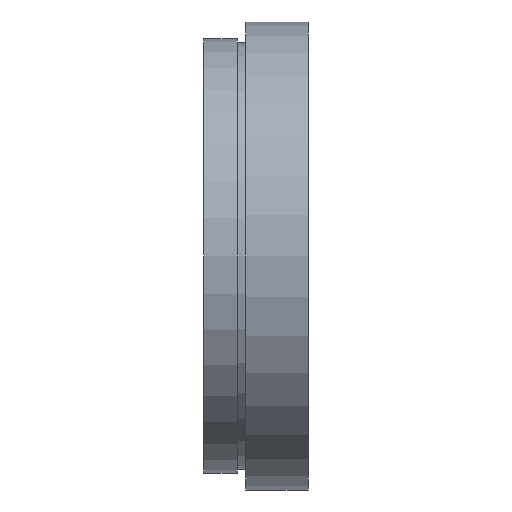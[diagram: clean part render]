
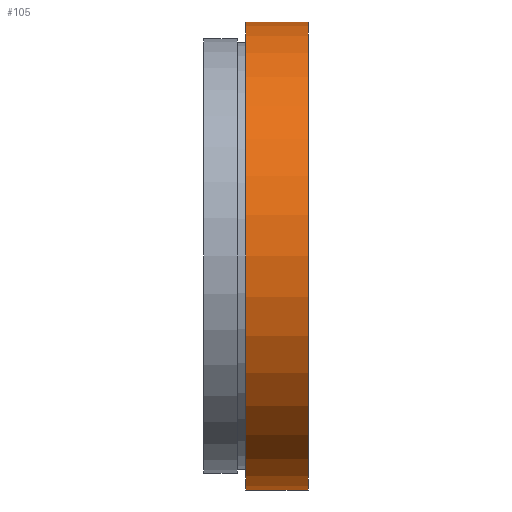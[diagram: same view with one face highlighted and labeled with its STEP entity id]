
A CAD part, left-side view. The second image highlights one B-rep face of the part: STEP entity #105.
In plain terms, the highlighted cylindrical face has radius 28 mm (diameter 56 mm), a partial arc.
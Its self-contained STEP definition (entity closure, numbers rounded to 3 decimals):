
#52 = ORIENTED_EDGE ( 'NONE', *, *, #435, .F. ) ;
#54 = EDGE_CURVE ( 'NONE', #363, #575, #558, .T. ) ;
#59 = EDGE_LOOP ( 'NONE', ( #516, #190, #588, #52 ) ) ;
#79 = CARTESIAN_POINT ( 'NONE',  ( 0., 161.376, 0. ) ) ;
#91 = CARTESIAN_POINT ( 'NONE',  ( 0., 0., -28. ) ) ;
#105 = ADVANCED_FACE ( 'NONE', ( #360 ), #512, .T. ) ;
#106 = DIRECTION ( 'NONE',  ( 0., 1., 0. ) ) ;
#137 = VERTEX_POINT ( 'NONE', #373 ) ;
#151 = CARTESIAN_POINT ( 'NONE',  ( 0., 7.5, -28. ) ) ;
#159 = DIRECTION ( 'NONE',  ( 0., 0., 1. ) ) ;
#160 = AXIS2_PLACEMENT_3D ( 'NONE', #515, #366, #265 ) ;
#190 = ORIENTED_EDGE ( 'NONE', *, *, #54, .T. ) ;
#213 = AXIS2_PLACEMENT_3D ( 'NONE', #79, #568, #275 ) ;
#246 = AXIS2_PLACEMENT_3D ( 'NONE', #454, #303, #159 ) ;
#265 = DIRECTION ( 'NONE',  ( 0., 0., 1. ) ) ;
#275 = DIRECTION ( 'NONE',  ( 0., 0., 1. ) ) ;
#287 = CARTESIAN_POINT ( 'NONE',  ( 0., 161.376, 28. ) ) ;
#303 = DIRECTION ( 'NONE',  ( 0., 1., 0. ) ) ;
#336 = LINE ( 'NONE', #400, #479 ) ;
#346 = DIRECTION ( 'NONE',  ( 0., 1., 0. ) ) ;
#351 = LINE ( 'NONE', #287, #471 ) ;
#360 = FACE_OUTER_BOUND ( 'NONE', #59, .T. ) ;
#363 = VERTEX_POINT ( 'NONE', #91 ) ;
#366 = DIRECTION ( 'NONE',  ( 0., 1., 0. ) ) ;
#372 = EDGE_CURVE ( 'NONE', #575, #137, #351, .T. ) ;
#373 = CARTESIAN_POINT ( 'NONE',  ( 0., 7.5, 28. ) ) ;
#400 = CARTESIAN_POINT ( 'NONE',  ( 0., 161.376, -28. ) ) ;
#409 = CIRCLE ( 'NONE', #246, 28. ) ;
#411 = EDGE_CURVE ( 'NONE', #363, #506, #336, .T. ) ;
#435 = EDGE_CURVE ( 'NONE', #506, #137, #409, .T. ) ;
#454 = CARTESIAN_POINT ( 'NONE',  ( 0., 7.5, 0. ) ) ;
#471 = VECTOR ( 'NONE', #346, 1000. ) ;
#479 = VECTOR ( 'NONE', #106, 1000. ) ;
#506 = VERTEX_POINT ( 'NONE', #151 ) ;
#512 = CYLINDRICAL_SURFACE ( 'NONE', #213, 28. ) ;
#515 = CARTESIAN_POINT ( 'NONE',  ( 0., 0., 0. ) ) ;
#516 = ORIENTED_EDGE ( 'NONE', *, *, #411, .F. ) ;
#529 = CARTESIAN_POINT ( 'NONE',  ( 0., 0., 28. ) ) ;
#558 = CIRCLE ( 'NONE', #160, 28. ) ;
#568 = DIRECTION ( 'NONE',  ( 0., 1., 0. ) ) ;
#575 = VERTEX_POINT ( 'NONE', #529 ) ;
#588 = ORIENTED_EDGE ( 'NONE', *, *, #372, .T. ) ;
